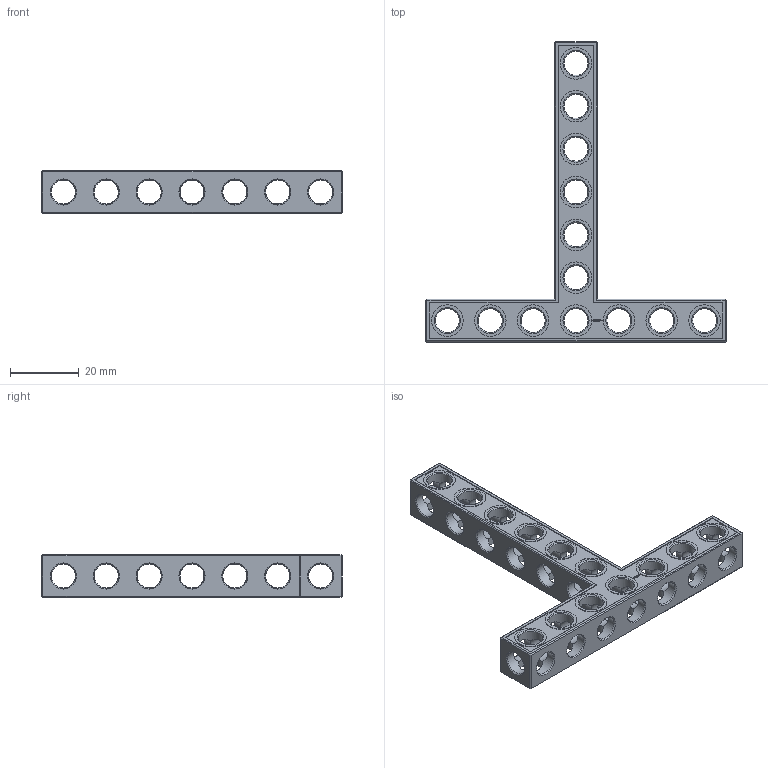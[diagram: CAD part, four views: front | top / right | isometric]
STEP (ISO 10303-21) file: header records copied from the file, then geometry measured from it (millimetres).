
FILE_DESCRIPTION(('FreeCAD Model'),'2;1');
FILE_NAME('Open CASCADE Shape Model','2021-08-09T15:02:51',( 'Paulo Kiefe'),('STEMFIE.org'),'Open CASCADE STEP processor 7.4', 'FreeCAD','Unknown');
FILE_SCHEMA(('AUTOMOTIVE_DESIGN { 1 0 10303 214 1 1 1 1 }'));
Products named in the file (1): Beam_TSH_SYM_ESS_BU07x07x01_-_SPN-BEM-1043_(stemfie.org)
Bounding box: 87.5 x 87.5 x 12.5 mm (x, y, z)
Volume: 12686.3 mm3; surface area: 11500.5 mm2
Topology: 1 solids, 1 shells, 680 faces, 1995 edges, 1313 vertices
Faces by surface type: plane 403, extrusion 138, cylinder 83, cone 56
Full cylindrical faces by diameter (mm): 7 x66, 9.2 x13
Entity records: 58428 total; most frequent: CARTESIAN_POINT 15701, DIRECTION 6313, VECTOR 4338, LINE 4200, ORIENTED_EDGE 3990, PCURVE 3990, DEFINITIONAL_REPRESENTATION 3990, EDGE_CURVE 1995
